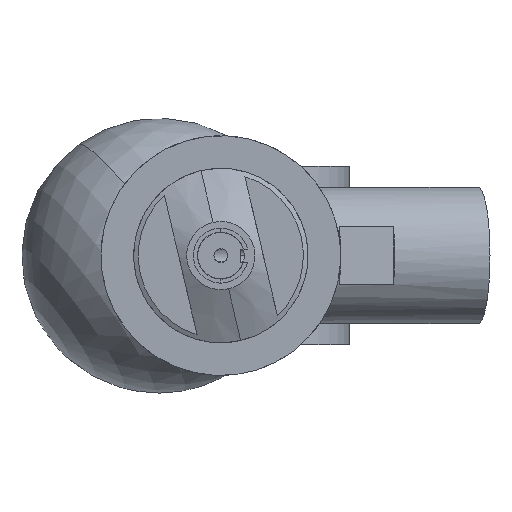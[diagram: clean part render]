
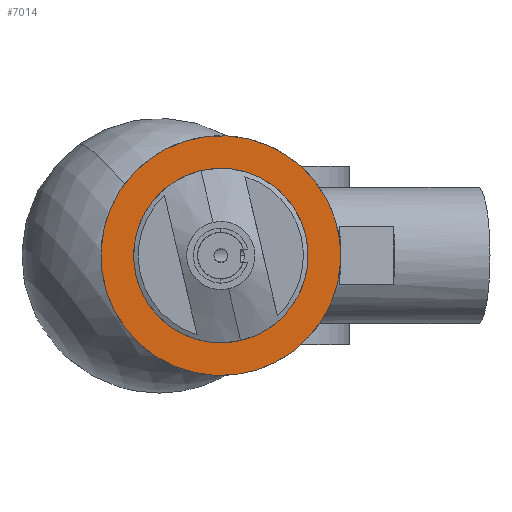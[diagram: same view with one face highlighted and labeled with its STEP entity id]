
A CAD part, left-side view. The second image highlights one B-rep face of the part: STEP entity #7014.
In plain terms, the highlighted planar face has unit normal (-1, 0, 0).
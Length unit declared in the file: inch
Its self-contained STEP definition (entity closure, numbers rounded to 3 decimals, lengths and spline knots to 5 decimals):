
#140 = VERTEX_POINT ( 'NONE', #11730 ) ;
#1187 = DIRECTION ( 'NONE',  ( 0., -0.048, 0.999 ) ) ;
#1976 = EDGE_CURVE ( 'NONE', #11531, #140, #7376, .T. ) ;
#2196 = DIRECTION ( 'NONE',  ( -1., 0., 0. ) ) ;
#2346 = ORIENTED_EDGE ( 'NONE', *, *, #6997, .F. ) ;
#2461 = VERTEX_POINT ( 'NONE', #8950 ) ;
#4128 = FACE_BOUND ( 'NONE', #13308, .T. ) ;
#4195 = DIRECTION ( 'NONE',  ( -1., 0., 0. ) ) ;
#4795 = AXIS2_PLACEMENT_3D ( 'NONE', #14916, #4195, #8988 ) ;
#5273 = CIRCLE ( 'NONE', #15563, 0.3965 ) ;
#5527 = EDGE_CURVE ( 'NONE', #140, #11531, #14817, .T. ) ;
#6246 = EDGE_LOOP ( 'NONE', ( #14552, #10719 ) ) ;
#6647 = PLANE ( 'NONE',  #8546 ) ;
#6742 = CARTESIAN_POINT ( 'NONE',  ( -0.2805, -0.02622, 0.54437 ) ) ;
#6803 = DIRECTION ( 'NONE',  ( 0., -0.048, 0.999 ) ) ;
#6997 = EDGE_CURVE ( 'NONE', #2461, #7250, #13828, .T. ) ;
#7002 = CARTESIAN_POINT ( 'NONE',  ( -0.2805, 0., 0. ) ) ;
#7014 = ADVANCED_FACE ( 'NONE', ( #4128, #13815 ), #6647, .F. ) ;
#7127 = DIRECTION ( 'NONE',  ( -1., 0., 0. ) ) ;
#7250 = VERTEX_POINT ( 'NONE', #10626 ) ;
#7376 = CIRCLE ( 'NONE', #10123, 0.545 ) ;
#7627 = EDGE_CURVE ( 'NONE', #7250, #2461, #5273, .T. ) ;
#8546 = AXIS2_PLACEMENT_3D ( 'NONE', #12772, #10565, #11897 ) ;
#8950 = CARTESIAN_POINT ( 'NONE',  ( -0.2805, 0.01908, -0.39604 ) ) ;
#8988 = DIRECTION ( 'NONE',  ( 0., -0.048, 0.999 ) ) ;
#9177 = DIRECTION ( 'NONE',  ( -1., 0., 0. ) ) ;
#9261 = AXIS2_PLACEMENT_3D ( 'NONE', #11489, #2196, #6803 ) ;
#10123 = AXIS2_PLACEMENT_3D ( 'NONE', #15539, #7127, #1187 ) ;
#10565 = DIRECTION ( 'NONE',  ( 1., 0., 0. ) ) ;
#10626 = CARTESIAN_POINT ( 'NONE',  ( -0.2805, -0.01908, 0.39604 ) ) ;
#10719 = ORIENTED_EDGE ( 'NONE', *, *, #5527, .T. ) ;
#11489 = CARTESIAN_POINT ( 'NONE',  ( -0.2805, 0., 0. ) ) ;
#11531 = VERTEX_POINT ( 'NONE', #6742 ) ;
#11730 = CARTESIAN_POINT ( 'NONE',  ( -0.2805, 0.02622, -0.54437 ) ) ;
#11897 = DIRECTION ( 'NONE',  ( 0., 0.048, -0.999 ) ) ;
#12772 = CARTESIAN_POINT ( 'NONE',  ( -0.2805, 0.54437, 0.02622 ) ) ;
#13232 = ORIENTED_EDGE ( 'NONE', *, *, #7627, .F. ) ;
#13308 = EDGE_LOOP ( 'NONE', ( #13232, #2346 ) ) ;
#13815 = FACE_OUTER_BOUND ( 'NONE', #6246, .T. ) ;
#13828 = CIRCLE ( 'NONE', #4795, 0.3965 ) ;
#13993 = DIRECTION ( 'NONE',  ( 0., -0.048, 0.999 ) ) ;
#14552 = ORIENTED_EDGE ( 'NONE', *, *, #1976, .T. ) ;
#14817 = CIRCLE ( 'NONE', #9261, 0.545 ) ;
#14916 = CARTESIAN_POINT ( 'NONE',  ( -0.2805, 0., 0. ) ) ;
#15539 = CARTESIAN_POINT ( 'NONE',  ( -0.2805, 0., 0. ) ) ;
#15563 = AXIS2_PLACEMENT_3D ( 'NONE', #7002, #9177, #13993 ) ;
